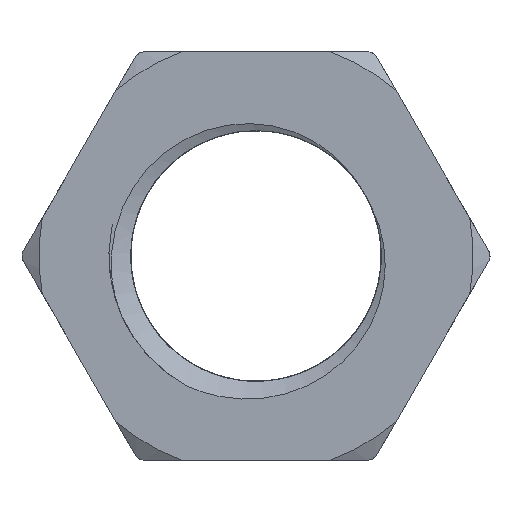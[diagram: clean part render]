
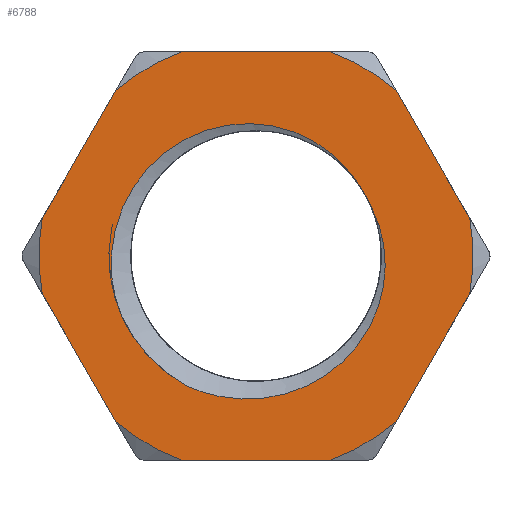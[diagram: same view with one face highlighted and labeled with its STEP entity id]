
A CAD part, left-side view. The second image highlights one B-rep face of the part: STEP entity #6788.
In plain terms, the highlighted planar face has unit normal (-1, 0, 0).
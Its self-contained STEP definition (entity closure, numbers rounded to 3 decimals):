
#1860=CARTESIAN_POINT('',(-16.,-5.383,2.29));
#1861=CARTESIAN_POINT('',(-16.,-5.523,2.016));
#1862=CARTESIAN_POINT('',(-16.,-5.757,1.454));
#1863=CARTESIAN_POINT('',(-16.,-5.976,0.558));
#1864=CARTESIAN_POINT('',(-16.,-6.054,-0.358));
#1865=CARTESIAN_POINT('',(-16.,-5.992,-1.287));
#1866=CARTESIAN_POINT('',(-16.,-5.785,-2.208));
#1867=CARTESIAN_POINT('',(-16.,-5.431,-3.108));
#1868=CARTESIAN_POINT('',(-16.,-4.928,-3.963));
#1869=CARTESIAN_POINT('',(-16.,-4.288,-4.736));
#1870=CARTESIAN_POINT('',(-16.,-3.529,-5.404));
#1871=CARTESIAN_POINT('',(-16.,-2.672,-5.945));
#1872=CARTESIAN_POINT('',(-16.,-1.753,-6.343));
#1873=CARTESIAN_POINT('',(-16.,-0.782,-6.597));
#1874=CARTESIAN_POINT('',(-16.,0.217,-6.702));
#1875=CARTESIAN_POINT('',(-16.,1.232,-6.656));
#1876=CARTESIAN_POINT('',(-16.,2.236,-6.454));
#1877=CARTESIAN_POINT('',(-16.,2.874,-6.223));
#1878=CARTESIAN_POINT('',(-16.,3.187,-6.083));
#1880=CARTESIAN_POINT('',(-16.,0.,0.));
#1881=DIRECTION('',(-1.,0.,0.));
#1882=DIRECTION('',(0.,-0.92,0.391));
#1883=AXIS2_PLACEMENT_3D('',#1880,#1881,#1882);
#1885=CARTESIAN_POINT('',(-16.,6.542,-2.086));
#1886=CARTESIAN_POINT('',(-16.,6.634,-1.732));
#1887=CARTESIAN_POINT('',(-16.,6.759,-1.023));
#1888=CARTESIAN_POINT('',(-16.,6.778,0.051));
#1889=CARTESIAN_POINT('',(-16.,6.625,1.117));
#1890=CARTESIAN_POINT('',(-16.,6.311,2.127));
#1891=CARTESIAN_POINT('',(-16.,5.838,3.078));
#1892=CARTESIAN_POINT('',(-16.,5.227,3.931));
#1893=CARTESIAN_POINT('',(-16.,4.494,4.67));
#1894=CARTESIAN_POINT('',(-16.,3.652,5.281));
#1895=CARTESIAN_POINT('',(-16.,2.736,5.743));
#1896=CARTESIAN_POINT('',(-16.,1.761,6.05));
#1897=CARTESIAN_POINT('',(-16.,0.757,6.194));
#1898=CARTESIAN_POINT('',(-16.,-0.247,6.175));
#1899=CARTESIAN_POINT('',(-16.,-1.233,5.994));
#1900=CARTESIAN_POINT('',(-16.,-2.166,5.658));
#1901=CARTESIAN_POINT('',(-16.,-3.025,5.18));
#1902=CARTESIAN_POINT('',(-16.,-3.792,4.568));
#1903=CARTESIAN_POINT('',(-16.,-4.221,4.093));
#1904=CARTESIAN_POINT('',(-16.,-4.416,3.837));
#1906=CARTESIAN_POINT('',(-16.,3.187,-6.083));
#1907=CARTESIAN_POINT('',(-16.,3.452,-5.944));
#1908=CARTESIAN_POINT('',(-16.,3.958,-5.635));
#1909=CARTESIAN_POINT('',(-16.,4.656,-5.073));
#1910=CARTESIAN_POINT('',(-16.,5.268,-4.434));
#1911=CARTESIAN_POINT('',(-16.,5.794,-3.721));
#1912=CARTESIAN_POINT('',(-16.,6.228,-2.938));
#1913=CARTESIAN_POINT('',(-16.,6.449,-2.377));
#1914=CARTESIAN_POINT('',(-16.,6.542,-2.086));
#1916=DIRECTION('',(0.,0.5,-0.866));
#1917=VECTOR('',#1916,6.911);
#1918=CARTESIAN_POINT('',(-16.,6.521,7.755));
#1919=LINE('',#1918,#1917);
#1920=CARTESIAN_POINT('',(-16.,0.,0.));
#1921=DIRECTION('',(1.,0.,0.));
#1922=DIRECTION('',(0.,0.644,0.765));
#1923=AXIS2_PLACEMENT_3D('',#1920,#1921,#1922);
#1925=DIRECTION('',(0.,1.,0.));
#1926=VECTOR('',#1925,6.911);
#1927=CARTESIAN_POINT('',(-16.,-3.456,9.525));
#1928=LINE('',#1927,#1926);
#1929=CARTESIAN_POINT('',(-16.,0.,0.));
#1930=DIRECTION('',(1.,0.,0.));
#1931=DIRECTION('',(0.,-0.341,0.94));
#1932=AXIS2_PLACEMENT_3D('',#1929,#1930,#1931);
#1934=DIRECTION('',(0.,0.5,0.866));
#1935=VECTOR('',#1934,6.911);
#1936=CARTESIAN_POINT('',(-16.,-9.977,1.77));
#1937=LINE('',#1936,#1935);
#1938=DIRECTION('',(0.,-0.5,0.866));
#1939=VECTOR('',#1938,6.911);
#1940=CARTESIAN_POINT('',(-16.,-6.521,-7.755));
#1941=LINE('',#1940,#1939);
#1942=CARTESIAN_POINT('',(-16.,0.,0.));
#1943=DIRECTION('',(1.,0.,0.));
#1944=DIRECTION('',(0.,-0.644,-0.765));
#1945=AXIS2_PLACEMENT_3D('',#1942,#1943,#1944);
#1947=DIRECTION('',(0.,-1.,0.));
#1948=VECTOR('',#1947,6.911);
#1949=CARTESIAN_POINT('',(-16.,3.456,-9.525));
#1950=LINE('',#1949,#1948);
#1951=CARTESIAN_POINT('',(-16.,0.,0.));
#1952=DIRECTION('',(1.,0.,0.));
#1953=DIRECTION('',(0.,0.341,-0.94));
#1954=AXIS2_PLACEMENT_3D('',#1951,#1952,#1953);
#1956=DIRECTION('',(0.,-0.5,-0.866));
#1957=VECTOR('',#1956,6.911);
#1958=CARTESIAN_POINT('',(-16.,9.977,-1.77));
#1959=LINE('',#1958,#1957);
#1968=CARTESIAN_POINT('',(-16.,0.,0.));
#1969=DIRECTION('',(-1.,0.,0.));
#1970=DIRECTION('',(0.,-0.985,-0.175));
#1971=AXIS2_PLACEMENT_3D('',#1968,#1969,#1970);
#1997=CARTESIAN_POINT('',(-16.,0.,0.));
#1998=DIRECTION('',(-1.,0.,0.));
#1999=DIRECTION('',(0.,0.985,0.175));
#2000=AXIS2_PLACEMENT_3D('',#1997,#1998,#1999);
#4115=CARTESIAN_POINT('',(-16.,6.521,7.755));
#4116=CARTESIAN_POINT('',(-16.,3.456,9.525));
#4117=VERTEX_POINT('',#4115);
#4118=VERTEX_POINT('',#4116);
#4119=CARTESIAN_POINT('',(-16.,-3.456,9.525));
#4120=CARTESIAN_POINT('',(-16.,-6.521,7.755));
#4121=VERTEX_POINT('',#4119);
#4122=VERTEX_POINT('',#4120);
#4123=CARTESIAN_POINT('',(-16.,-6.521,-7.755));
#4124=CARTESIAN_POINT('',(-16.,-3.456,-9.525));
#4125=VERTEX_POINT('',#4123);
#4126=VERTEX_POINT('',#4124);
#4127=CARTESIAN_POINT('',(-16.,3.456,-9.525));
#4128=CARTESIAN_POINT('',(-16.,6.521,-7.755));
#4129=VERTEX_POINT('',#4127);
#4130=VERTEX_POINT('',#4128);
#4139=CARTESIAN_POINT('',(-16.,-9.977,-1.77));
#4140=VERTEX_POINT('',#4139);
#4141=CARTESIAN_POINT('',(-16.,-9.977,1.77));
#4142=VERTEX_POINT('',#4141);
#4143=CARTESIAN_POINT('',(-16.,9.977,1.77));
#4144=VERTEX_POINT('',#4143);
#4145=CARTESIAN_POINT('',(-16.,9.977,-1.77));
#4146=VERTEX_POINT('',#4145);
#4223=VERTEX_POINT('',#1906);
#4224=VERTEX_POINT('',#1914);
#4313=VERTEX_POINT('',#1860);
#4314=VERTEX_POINT('',#1904);
#6751=CARTESIAN_POINT('',(-16.,0.,0.));
#6752=DIRECTION('',(-1.,0.,0.));
#6753=DIRECTION('',(0.,0.,1.));
#6754=AXIS2_PLACEMENT_3D('',#6751,#6752,#6753);
#6755=PLANE('',#6754);
#6757=ORIENTED_EDGE('',*,*,#6756,.F.);
#6759=ORIENTED_EDGE('',*,*,#6758,.F.);
#6761=ORIENTED_EDGE('',*,*,#6760,.T.);
#6763=ORIENTED_EDGE('',*,*,#6762,.F.);
#6765=ORIENTED_EDGE('',*,*,#6764,.T.);
#6767=ORIENTED_EDGE('',*,*,#6766,.F.);
#6769=ORIENTED_EDGE('',*,*,#6768,.F.);
#6771=ORIENTED_EDGE('',*,*,#6770,.F.);
#6773=ORIENTED_EDGE('',*,*,#6772,.T.);
#6775=ORIENTED_EDGE('',*,*,#6774,.F.);
#6777=ORIENTED_EDGE('',*,*,#6776,.T.);
#6779=ORIENTED_EDGE('',*,*,#6778,.F.);
#6780=EDGE_LOOP('',(#6757,#6759,#6761,#6763,#6765,#6767,#6769,#6771,#6773,#6775,
#6777,#6779));
#6781=FACE_OUTER_BOUND('',#6780,.F.);
#6782=ORIENTED_EDGE('',*,*,#4773,.F.);
#6783=ORIENTED_EDGE('',*,*,#4796,.T.);
#6784=ORIENTED_EDGE('',*,*,#5168,.F.);
#6785=ORIENTED_EDGE('',*,*,#6743,.F.);
#6786=EDGE_LOOP('',(#6782,#6783,#6784,#6785));
#6787=FACE_BOUND('',#6786,.F.);
#1879=B_SPLINE_CURVE_WITH_KNOTS('',3,(#1860,#1861,#1862,#1863,#1864,#1865,#1866,
#1867,#1868,#1869,#1870,#1871,#1872,#1873,#1874,#1875,#1876,#1877,#1878),
.UNSPECIFIED.,.F.,.F.,(4,1,1,1,1,1,1,1,1,1,1,1,1,1,1,1,4),(0.,0.063,0.125,
0.188,0.25,0.313,0.375,0.438,0.5,0.563,0.625,0.688,
0.75,0.813,0.875,0.938,1.),.UNSPECIFIED.);
#1884=CIRCLE('',#1883,5.85);
#1905=B_SPLINE_CURVE_WITH_KNOTS('',3,(#1885,#1886,#1887,#1888,#1889,#1890,#1891,
#1892,#1893,#1894,#1895,#1896,#1897,#1898,#1899,#1900,#1901,#1902,#1903,#1904),
.UNSPECIFIED.,.F.,.F.,(4,1,1,1,1,1,1,1,1,1,1,1,1,1,1,1,1,4),(0.,
0.059,0.118,0.176,0.235,
0.294,0.353,0.412,0.471,
0.529,0.588,0.647,0.706,
0.765,0.824,0.882,0.941,1.),
.UNSPECIFIED.);
#1915=B_SPLINE_CURVE_WITH_KNOTS('',3,(#1906,#1907,#1908,#1909,#1910,#1911,#1912,
#1913,#1914),.UNSPECIFIED.,.F.,.F.,(4,1,1,1,1,1,4),(0.,0.167,
0.333,0.5,0.667,0.833,1.),
.UNSPECIFIED.);
#1924=CIRCLE('',#1923,10.132);
#1933=CIRCLE('',#1932,10.132);
#1946=CIRCLE('',#1945,10.132);
#1955=CIRCLE('',#1954,10.132);
#1972=CIRCLE('',#1971,10.132);
#2001=CIRCLE('',#2000,10.132);
#4773=EDGE_CURVE('',#4313,#4223,#1879,.T.);
#4796=EDGE_CURVE('',#4313,#4314,#1884,.T.);
#5168=EDGE_CURVE('',#4224,#4314,#1905,.T.);
#6743=EDGE_CURVE('',#4223,#4224,#1915,.T.);
#6756=EDGE_CURVE('',#4144,#4146,#2001,.T.);
#6758=EDGE_CURVE('',#4117,#4144,#1919,.T.);
#6760=EDGE_CURVE('',#4117,#4118,#1924,.T.);
#6762=EDGE_CURVE('',#4121,#4118,#1928,.T.);
#6764=EDGE_CURVE('',#4121,#4122,#1933,.T.);
#6766=EDGE_CURVE('',#4142,#4122,#1937,.T.);
#6768=EDGE_CURVE('',#4140,#4142,#1972,.T.);
#6770=EDGE_CURVE('',#4125,#4140,#1941,.T.);
#6772=EDGE_CURVE('',#4125,#4126,#1946,.T.);
#6774=EDGE_CURVE('',#4129,#4126,#1950,.T.);
#6776=EDGE_CURVE('',#4129,#4130,#1955,.T.);
#6778=EDGE_CURVE('',#4146,#4130,#1959,.T.);
#6788=ADVANCED_FACE('',(#6781,#6787),#6755,.T.);
